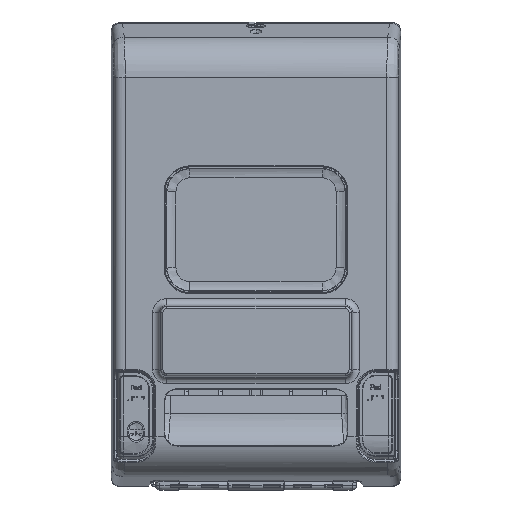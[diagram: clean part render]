
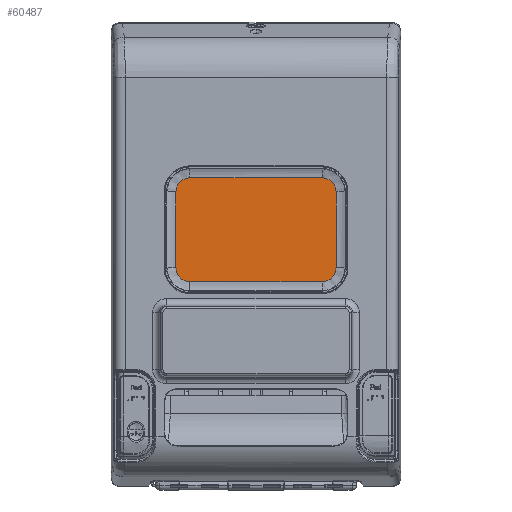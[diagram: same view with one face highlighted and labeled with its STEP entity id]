
A CAD part, top view. The second image highlights one B-rep face of the part: STEP entity #60487.
In plain terms, the highlighted planar face has unit normal (0, 0, 1).
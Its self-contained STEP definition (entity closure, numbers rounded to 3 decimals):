
#261 = DIRECTION ( 'NONE',  ( 0., 0., -1. ) ) ;
#2007 = DIRECTION ( 'NONE',  ( -1., 0., 0. ) ) ;
#3052 = EDGE_CURVE ( 'NONE', #110565, #26964, #197240, .T. ) ;
#3681 = AXIS2_PLACEMENT_3D ( 'NONE', #209500, #56873, #41154 ) ;
#4721 = AXIS2_PLACEMENT_3D ( 'NONE', #72539, #125269, #161166 ) ;
#14087 = FACE_OUTER_BOUND ( 'NONE', #197651, .T. ) ;
#18317 = CARTESIAN_POINT ( 'NONE',  ( -4.489, 3.504, 6.777 ) ) ;
#19629 = CARTESIAN_POINT ( 'NONE',  ( 3.701, 4.292, 6.777 ) ) ;
#19726 = ORIENTED_EDGE ( 'NONE', *, *, #23696, .T. ) ;
#20544 = CIRCLE ( 'NONE', #217609, 0.788 ) ;
#23696 = EDGE_CURVE ( 'NONE', #110565, #220899, #202302, .T. ) ;
#25161 = AXIS2_PLACEMENT_3D ( 'NONE', #84522, #261, #137199 ) ;
#26964 = VERTEX_POINT ( 'NONE', #55882 ) ;
#28738 = DIRECTION ( 'NONE',  ( 0., 0., 1. ) ) ;
#31801 = DIRECTION ( 'NONE',  ( 0., 1., 0. ) ) ;
#32978 = LINE ( 'NONE', #18317, #81723 ) ;
#33913 = CARTESIAN_POINT ( 'NONE',  ( 3.701, 4.292, 6.777 ) ) ;
#37613 = EDGE_CURVE ( 'NONE', #219623, #149299, #147110, .T. ) ;
#38705 = AXIS2_PLACEMENT_3D ( 'NONE', #45358, #64417, #48683 ) ;
#41154 = DIRECTION ( 'NONE',  ( 0., 1., 0. ) ) ;
#41556 = AXIS2_PLACEMENT_3D ( 'NONE', #187967, #54392, #50004 ) ;
#43154 = ORIENTED_EDGE ( 'NONE', *, *, #43619, .F. ) ;
#43541 = VERTEX_POINT ( 'NONE', #118164 ) ;
#43619 = EDGE_CURVE ( 'NONE', #59799, #149299, #207900, .T. ) ;
#45200 = DIRECTION ( 'NONE',  ( -1., 0., 0. ) ) ;
#45358 = CARTESIAN_POINT ( 'NONE',  ( -3.701, -0.748, 6.777 ) ) ;
#45630 = ORIENTED_EDGE ( 'NONE', *, *, #105958, .F. ) ;
#47495 = ORIENTED_EDGE ( 'NONE', *, *, #199400, .F. ) ;
#48413 = CARTESIAN_POINT ( 'NONE',  ( -3.7, 4.292, 6.777 ) ) ;
#48683 = DIRECTION ( 'NONE',  ( 0., -1., 0. ) ) ;
#50004 = DIRECTION ( 'NONE',  ( 0., 1., 0. ) ) ;
#50252 = ORIENTED_EDGE ( 'NONE', *, *, #193203, .F. ) ;
#51619 = CARTESIAN_POINT ( 'NONE',  ( 4.489, -0.748, 6.777 ) ) ;
#54392 = DIRECTION ( 'NONE',  ( 0., 0., -1. ) ) ;
#55882 = CARTESIAN_POINT ( 'NONE',  ( 3.701, 4.292, 6.777 ) ) ;
#56873 = DIRECTION ( 'NONE',  ( 0., 0., -1. ) ) ;
#58314 = VECTOR ( 'NONE', #65417, 39.37 ) ;
#59799 = VERTEX_POINT ( 'NONE', #51619 ) ;
#60487 = ADVANCED_FACE ( 'NONE', ( #14087 ), #147710, .T. ) ;
#62930 = DIRECTION ( 'NONE',  ( 1., 0., 0. ) ) ;
#64417 = DIRECTION ( 'NONE',  ( 0., 0., -1. ) ) ;
#65417 = DIRECTION ( 'NONE',  ( -1., 0., 0. ) ) ;
#69137 = CARTESIAN_POINT ( 'NONE',  ( -3.701, -1.536, 6.777 ) ) ;
#69723 = VERTEX_POINT ( 'NONE', #196233 ) ;
#70957 = CARTESIAN_POINT ( 'NONE',  ( 4.489, -0.748, 6.777 ) ) ;
#72539 = CARTESIAN_POINT ( 'NONE',  ( -3.701, -0.748, 6.777 ) ) ;
#73049 = EDGE_CURVE ( 'NONE', #211517, #59799, #170192, .T. ) ;
#74152 = EDGE_CURVE ( 'NONE', #211517, #205645, #173084, .T. ) ;
#76727 = VERTEX_POINT ( 'NONE', #118024 ) ;
#81723 = VECTOR ( 'NONE', #137306, 39.37 ) ;
#83324 = CARTESIAN_POINT ( 'NONE',  ( -3.701, 3.504, 6.777 ) ) ;
#84330 = CARTESIAN_POINT ( 'NONE',  ( 4.489, 3.503, 6.777 ) ) ;
#84522 = CARTESIAN_POINT ( 'NONE',  ( 3.701, -0.748, 6.777 ) ) ;
#84552 = ORIENTED_EDGE ( 'NONE', *, *, #37613, .T. ) ;
#93307 = CIRCLE ( 'NONE', #168414, 0.788 ) ;
#95155 = CARTESIAN_POINT ( 'NONE',  ( 4.489, -0.748, 6.777 ) ) ;
#95668 = ORIENTED_EDGE ( 'NONE', *, *, #3052, .F. ) ;
#97215 = CARTESIAN_POINT ( 'NONE',  ( -3.701, -0.748, 6.777 ) ) ;
#97781 = VERTEX_POINT ( 'NONE', #69137 ) ;
#105958 = EDGE_CURVE ( 'NONE', #26964, #205645, #138283, .T. ) ;
#110565 = VERTEX_POINT ( 'NONE', #19629 ) ;
#116380 = AXIS2_PLACEMENT_3D ( 'NONE', #150856, #179270, #201352 ) ;
#117543 = CIRCLE ( 'NONE', #38705, 0.788 ) ;
#118024 = CARTESIAN_POINT ( 'NONE',  ( -4.489, 3.504, 6.777 ) ) ;
#118164 = CARTESIAN_POINT ( 'NONE',  ( -4.489, 3.504, 6.777 ) ) ;
#121250 = VECTOR ( 'NONE', #62930, 39.37 ) ;
#124515 = EDGE_CURVE ( 'NONE', #43541, #220899, #93307, .T. ) ;
#124867 = VECTOR ( 'NONE', #31801, 39.37 ) ;
#125269 = DIRECTION ( 'NONE',  ( 0., 0., -1. ) ) ;
#137199 = DIRECTION ( 'NONE',  ( 1., 0., 0. ) ) ;
#137306 = DIRECTION ( 'NONE',  ( 0., -1., 0. ) ) ;
#137861 = CARTESIAN_POINT ( 'NONE',  ( -3.701, 3.504, 6.777 ) ) ;
#138131 = AXIS2_PLACEMENT_3D ( 'NONE', #97215, #28738, #215022 ) ;
#138283 = CIRCLE ( 'NONE', #41556, 0.788 ) ;
#144446 = CIRCLE ( 'NONE', #4721, 0.788 ) ;
#147110 = LINE ( 'NONE', #165051, #121250 ) ;
#147710 = PLANE ( 'NONE',  #138131 ) ;
#149299 = VERTEX_POINT ( 'NONE', #208825 ) ;
#150856 = CARTESIAN_POINT ( 'NONE',  ( 3.701, -0.748, 6.777 ) ) ;
#154709 = ORIENTED_EDGE ( 'NONE', *, *, #215177, .F. ) ;
#155946 = EDGE_CURVE ( 'NONE', #76727, #69723, #32978, .T. ) ;
#158490 = ORIENTED_EDGE ( 'NONE', *, *, #124515, .F. ) ;
#160560 = ORIENTED_EDGE ( 'NONE', *, *, #74152, .T. ) ;
#161166 = DIRECTION ( 'NONE',  ( 0., -1., 0. ) ) ;
#165051 = CARTESIAN_POINT ( 'NONE',  ( -3.701, -1.536, 6.777 ) ) ;
#168414 = AXIS2_PLACEMENT_3D ( 'NONE', #83324, #169663, #45200 ) ;
#169663 = DIRECTION ( 'NONE',  ( 0., 0., -1. ) ) ;
#170192 = CIRCLE ( 'NONE', #116380, 0.788 ) ;
#172608 = DIRECTION ( 'NONE',  ( 0., 0., -1. ) ) ;
#173084 = LINE ( 'NONE', #70957, #124867 ) ;
#179270 = DIRECTION ( 'NONE',  ( 0., 0., -1. ) ) ;
#187967 = CARTESIAN_POINT ( 'NONE',  ( 3.701, 3.504, 6.777 ) ) ;
#193203 = EDGE_CURVE ( 'NONE', #76727, #43541, #20544, .T. ) ;
#193766 = CARTESIAN_POINT ( 'NONE',  ( -3.701, -1.536, 6.777 ) ) ;
#196233 = CARTESIAN_POINT ( 'NONE',  ( -4.489, -0.748, 6.777 ) ) ;
#197240 = CIRCLE ( 'NONE', #3681, 0.788 ) ;
#197651 = EDGE_LOOP ( 'NONE', ( #19726, #158490, #50252, #205913, #154709, #47495, #84552, #43154, #206776, #160560, #45630, #95668 ) ) ;
#199400 = EDGE_CURVE ( 'NONE', #219623, #97781, #117543, .T. ) ;
#201352 = DIRECTION ( 'NONE',  ( 1., 0., 0. ) ) ;
#202302 = LINE ( 'NONE', #33913, #58314 ) ;
#205645 = VERTEX_POINT ( 'NONE', #84330 ) ;
#205913 = ORIENTED_EDGE ( 'NONE', *, *, #155946, .T. ) ;
#206776 = ORIENTED_EDGE ( 'NONE', *, *, #73049, .F. ) ;
#207900 = CIRCLE ( 'NONE', #25161, 0.788 ) ;
#208825 = CARTESIAN_POINT ( 'NONE',  ( 3.7, -1.536, 6.777 ) ) ;
#209500 = CARTESIAN_POINT ( 'NONE',  ( 3.701, 3.504, 6.777 ) ) ;
#211517 = VERTEX_POINT ( 'NONE', #95155 ) ;
#215022 = DIRECTION ( 'NONE',  ( 1., 0., 0. ) ) ;
#215177 = EDGE_CURVE ( 'NONE', #97781, #69723, #144446, .T. ) ;
#217609 = AXIS2_PLACEMENT_3D ( 'NONE', #137861, #172608, #2007 ) ;
#219623 = VERTEX_POINT ( 'NONE', #193766 ) ;
#220899 = VERTEX_POINT ( 'NONE', #48413 ) ;
